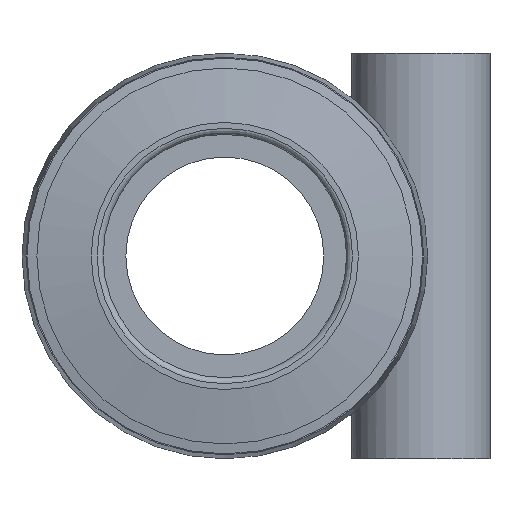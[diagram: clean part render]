
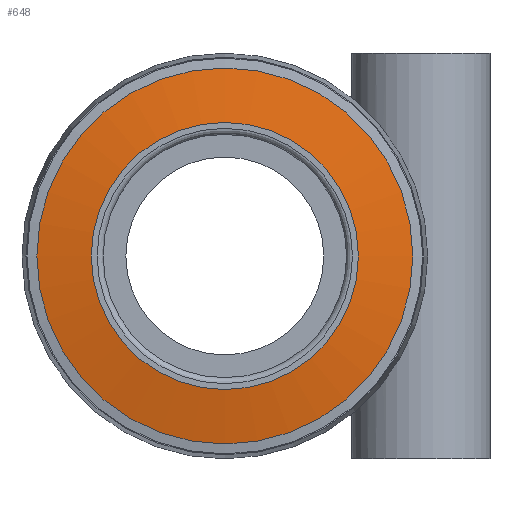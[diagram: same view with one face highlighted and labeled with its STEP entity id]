
A CAD part, front view. The second image highlights one B-rep face of the part: STEP entity #648.
In plain terms, the highlighted conical face has half-angle 80 degrees and reference radius 8.125 mm.
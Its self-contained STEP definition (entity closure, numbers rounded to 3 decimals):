
#317=CARTESIAN_POINT('',(-6.75,-24.15,0.0));
#318=VERTEX_POINT('',#317);
#319=CARTESIAN_POINT('',(0.,-24.15,0.0));
#320=DIRECTION('',(0.0,1.0,0.0));
#321=DIRECTION('',(-1.0,0.0,0.0));
#322=AXIS2_PLACEMENT_3D('',#319,#320,#321);
#323=CIRCLE('',#322,6.75);
#324=EDGE_CURVE('',#318,#318,#323,.T.);
#629=CARTESIAN_POINT('',(0.,-23.908,0.0));
#630=DIRECTION('',(0.,1.0,0.0));
#631=DIRECTION('',(-1.0,0.0,0.0));
#632=AXIS2_PLACEMENT_3D('',#629,#630,#631);
#633=CONICAL_SURFACE('',#632,8.125,80.);
#634=CARTESIAN_POINT('',(-9.5,-23.665,0.0));
#635=VERTEX_POINT('',#634);
#636=CARTESIAN_POINT('',(0.,-23.665,0.0));
#637=DIRECTION('',(0.0,1.0,0.0));
#638=DIRECTION('',(-1.0,0.0,0.0));
#639=AXIS2_PLACEMENT_3D('',#636,#637,#638);
#640=CIRCLE('',#639,9.5);
#641=EDGE_CURVE('',#635,#635,#640,.T.);
#642=ORIENTED_EDGE('',*,*,#641,.F.);
#643=EDGE_LOOP('',(#642));
#644=FACE_OUTER_BOUND('',#643,.T.);
#645=ORIENTED_EDGE('',*,*,#324,.T.);
#646=EDGE_LOOP('',(#645));
#647=FACE_BOUND('',#646,.T.);
#648=ADVANCED_FACE('',(#644,#647),#633,.T.);
